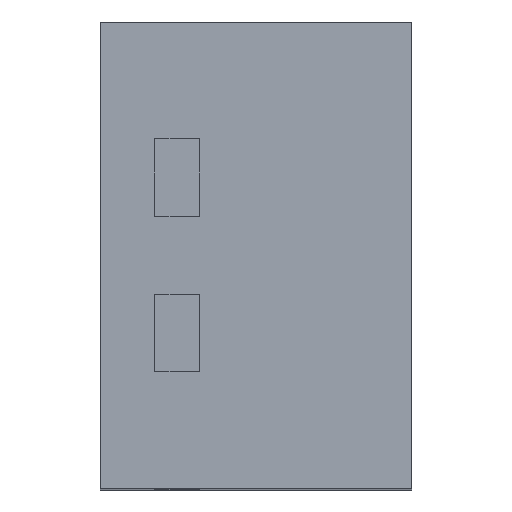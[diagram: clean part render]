
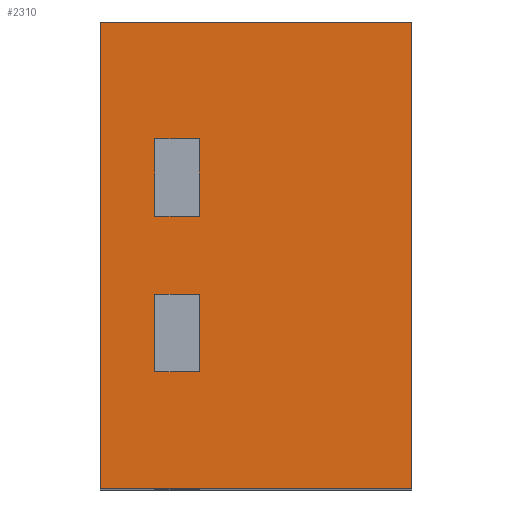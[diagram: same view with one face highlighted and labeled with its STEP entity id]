
A CAD part, top view. The second image highlights one B-rep face of the part: STEP entity #2310.
In plain terms, the highlighted planar face has unit normal (0, 0, 1).
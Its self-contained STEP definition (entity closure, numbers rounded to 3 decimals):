
#238=ORIENTED_EDGE('',*,*,#940,.T.);
#239=ORIENTED_EDGE('',*,*,#941,.T.);
#240=ORIENTED_EDGE('',*,*,#942,.T.);
#241=ORIENTED_EDGE('',*,*,#943,.T.);
#242=ORIENTED_EDGE('',*,*,#900,.F.);
#243=ORIENTED_EDGE('',*,*,#944,.F.);
#244=ORIENTED_EDGE('',*,*,#920,.T.);
#245=ORIENTED_EDGE('',*,*,#934,.T.);
#246=ORIENTED_EDGE('',*,*,#945,.F.);
#247=ORIENTED_EDGE('',*,*,#946,.F.);
#248=ORIENTED_EDGE('',*,*,#947,.F.);
#249=ORIENTED_EDGE('',*,*,#948,.F.);
#900=EDGE_CURVE('',#1252,#1253,#1482,.T.);
#920=EDGE_CURVE('',#1273,#1272,#1494,.T.);
#934=EDGE_CURVE('',#1272,#1253,#1504,.T.);
#940=EDGE_CURVE('',#1290,#1291,#1510,.T.);
#941=EDGE_CURVE('',#1291,#1292,#1511,.T.);
#942=EDGE_CURVE('',#1292,#1293,#1512,.T.);
#943=EDGE_CURVE('',#1293,#1290,#1513,.T.);
#944=EDGE_CURVE('',#1273,#1252,#1514,.T.);
#945=EDGE_CURVE('',#1294,#1295,#1515,.T.);
#946=EDGE_CURVE('',#1296,#1294,#1516,.T.);
#947=EDGE_CURVE('',#1297,#1296,#1517,.T.);
#948=EDGE_CURVE('',#1295,#1297,#1518,.T.);
#1252=VERTEX_POINT('',#3873);
#1253=VERTEX_POINT('',#3875);
#1272=VERTEX_POINT('',#3914);
#1273=VERTEX_POINT('',#3916);
#1290=VERTEX_POINT('',#3955);
#1291=VERTEX_POINT('',#3956);
#1292=VERTEX_POINT('',#3958);
#1293=VERTEX_POINT('',#3960);
#1294=VERTEX_POINT('',#3964);
#1295=VERTEX_POINT('',#3965);
#1296=VERTEX_POINT('',#3967);
#1297=VERTEX_POINT('',#3969);
#1482=LINE('',#3874,#1724);
#1494=LINE('',#3915,#1736);
#1504=LINE('',#3943,#1746);
#1510=LINE('',#3954,#1752);
#1511=LINE('',#3957,#1753);
#1512=LINE('',#3959,#1754);
#1513=LINE('',#3961,#1755);
#1514=LINE('',#3962,#1756);
#1515=LINE('',#3963,#1757);
#1516=LINE('',#3966,#1758);
#1517=LINE('',#3968,#1759);
#1518=LINE('',#3970,#1760);
#1724=VECTOR('',#3155,1000.);
#1736=VECTOR('',#3185,1000.);
#1746=VECTOR('',#3205,1000.);
#1752=VECTOR('',#3213,1000.);
#1753=VECTOR('',#3214,1000.);
#1754=VECTOR('',#3215,1000.);
#1755=VECTOR('',#3216,1000.);
#1756=VECTOR('',#3217,1000.);
#1757=VECTOR('',#3218,1000.);
#1758=VECTOR('',#3219,1000.);
#1759=VECTOR('',#3220,1000.);
#1760=VECTOR('',#3221,1000.);
#1972=EDGE_LOOP('',(#238,#239,#240,#241));
#1973=EDGE_LOOP('',(#242,#243,#244,#245));
#1974=EDGE_LOOP('',(#246,#247,#248,#249));
#2108=FACE_BOUND('',#1972,.T.);
#2109=FACE_BOUND('',#1973,.T.);
#2110=FACE_BOUND('',#1974,.T.);
#2239=PLANE('',#2927);
#2310=ADVANCED_FACE('',(#2108,#2109,#2110),#2239,.T.);
#2927=AXIS2_PLACEMENT_3D('',#3953,#3211,#3212);
#3155=DIRECTION('',(0.,-1.,0.));
#3185=DIRECTION('',(0.,-1.,0.));
#3205=DIRECTION('',(1.,0.,0.));
#3211=DIRECTION('',(0.,0.,1.));
#3212=DIRECTION('',(1.,0.,0.));
#3213=DIRECTION('',(1.,0.,0.));
#3214=DIRECTION('',(0.,-1.,0.));
#3215=DIRECTION('',(-1.,0.,0.));
#3216=DIRECTION('',(0.,1.,0.));
#3217=DIRECTION('',(1.,0.,0.));
#3218=DIRECTION('',(0.,1.,0.));
#3219=DIRECTION('',(1.,0.,0.));
#3220=DIRECTION('',(0.,-1.,0.));
#3221=DIRECTION('',(-1.,0.,0.));
#3873=CARTESIAN_POINT('',(0.,0.3,0.5));
#3874=CARTESIAN_POINT('',(0.,0.3,0.5));
#3875=CARTESIAN_POINT('',(0.,-0.3,0.5));
#3914=CARTESIAN_POINT('',(-0.4,-0.3,0.5));
#3915=CARTESIAN_POINT('',(-0.4,0.3,0.5));
#3916=CARTESIAN_POINT('',(-0.4,0.3,0.5));
#3943=CARTESIAN_POINT('',(-0.4,-0.3,0.5));
#3953=CARTESIAN_POINT('',(-0.4,0.3,0.5));
#3954=CARTESIAN_POINT('',(-0.33,0.15,0.5));
#3955=CARTESIAN_POINT('',(-0.33,0.15,0.5));
#3956=CARTESIAN_POINT('',(-0.273,0.15,0.5));
#3957=CARTESIAN_POINT('',(-0.273,0.3,0.5));
#3958=CARTESIAN_POINT('',(-0.273,0.05,0.5));
#3959=CARTESIAN_POINT('',(-0.4,0.05,0.5));
#3960=CARTESIAN_POINT('',(-0.33,0.05,0.5));
#3961=CARTESIAN_POINT('',(-0.33,0.3,0.5));
#3962=CARTESIAN_POINT('',(-0.4,0.3,0.5));
#3963=CARTESIAN_POINT('',(-0.273,0.3,0.5));
#3964=CARTESIAN_POINT('',(-0.273,-0.15,0.5));
#3965=CARTESIAN_POINT('',(-0.273,-0.05,0.5));
#3966=CARTESIAN_POINT('',(-0.33,-0.15,0.5));
#3967=CARTESIAN_POINT('',(-0.33,-0.15,0.5));
#3968=CARTESIAN_POINT('',(-0.33,0.3,0.5));
#3969=CARTESIAN_POINT('',(-0.33,-0.05,0.5));
#3970=CARTESIAN_POINT('',(-0.4,-0.05,0.5));
